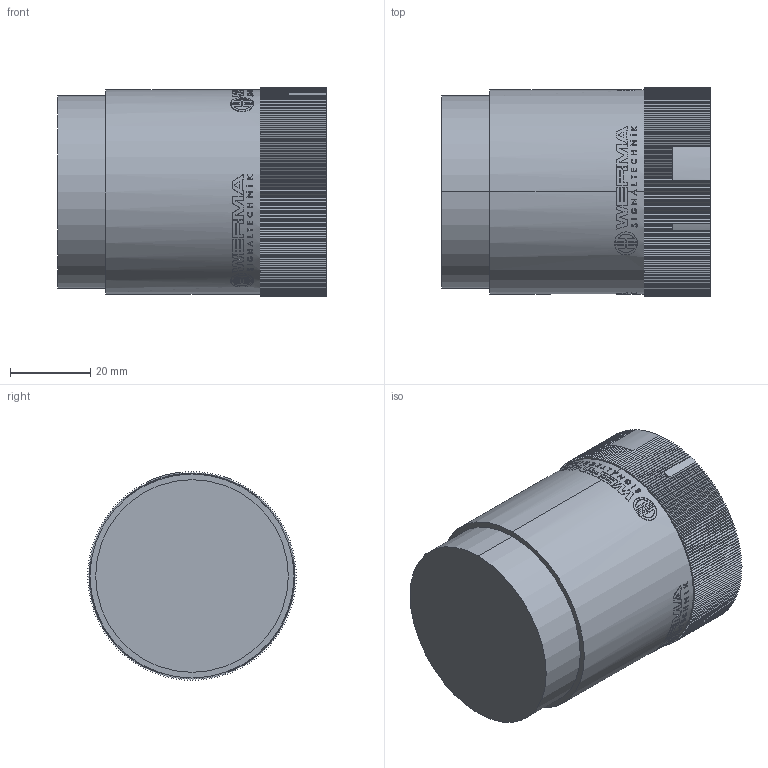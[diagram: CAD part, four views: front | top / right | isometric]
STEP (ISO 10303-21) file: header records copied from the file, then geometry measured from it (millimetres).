
FILE_DESCRIPTION (( 'STEP AP214' ), '1' );
FILE_NAME ('84840055.step', '2016-03-14T14:21:19', ( '' ), ( '' ), 'SwSTEP 2.0', 'SolidWorks 2015', '' );
FILE_SCHEMA (( 'AUTOMOTIVE_DESIGN' ));
Length unit declared in the file: inch
Products named in the file (1): 84840055
Bounding box: 67 x 52 x 52 mm (x, y, z)
Volume: 112622.9 mm3; surface area: 17821.8 mm2
Topology: 1 solids, 1 shells, 1265 faces, 3538 edges, 2348 vertices
Faces by surface type: plane 1020, cylinder 245
Entity records: 43620 total; most frequent: CARTESIAN_POINT 11155, ORIENTED_EDGE 7076, DIRECTION 5942, EDGE_CURVE 3538, LINE 2520, VECTOR 2520, VERTEX_POINT 2348, AXIS2_PLACEMENT_3D 1711
